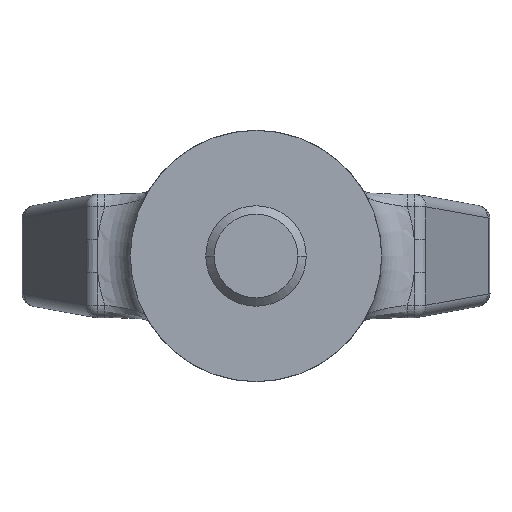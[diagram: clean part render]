
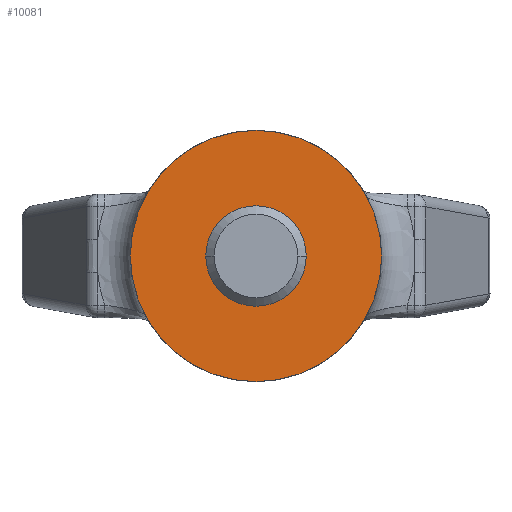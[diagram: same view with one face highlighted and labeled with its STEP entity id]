
A CAD part, front view. The second image highlights one B-rep face of the part: STEP entity #10081.
In plain terms, the highlighted planar face has unit normal (0, -1, 0).
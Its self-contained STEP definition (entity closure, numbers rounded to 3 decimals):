
#899=CARTESIAN_POINT('',(0.,-26.,0.));
#900=DIRECTION('',(0.,-1.,0.));
#901=DIRECTION('',(-1.,0.,0.));
#902=AXIS2_PLACEMENT_3D('',#899,#900,#901);
#904=CARTESIAN_POINT('',(0.,-26.,0.));
#905=DIRECTION('',(0.,1.,0.));
#906=DIRECTION('',(-1.,0.,0.));
#907=AXIS2_PLACEMENT_3D('',#904,#905,#906);
#6527=CARTESIAN_POINT('',(-15.,-26.,0.));
#6528=CARTESIAN_POINT('',(15.,-26.,0.));
#6529=VERTEX_POINT('',#6527);
#6530=VERTEX_POINT('',#6528);
#10072=CARTESIAN_POINT('',(0.,-26.,0.));
#10073=DIRECTION('',(0.,1.,0.));
#10074=DIRECTION('',(1.,0.,0.));
#10075=AXIS2_PLACEMENT_3D('',#10072,#10073,#10074);
#10076=PLANE('',#10075);
#10077=ORIENTED_EDGE('',*,*,#9729,.F.);
#10078=ORIENTED_EDGE('',*,*,#8534,.T.);
#10079=EDGE_LOOP('',(#10077,#10078));
#10080=FACE_OUTER_BOUND('',#10079,.F.);
#10081=ADVANCED_FACE('',(#10080),#10076,.F.);
#903=CIRCLE('',#902,15.);
#908=CIRCLE('',#907,15.);
#8534=EDGE_CURVE('',#6529,#6530,#908,.T.);
#9729=EDGE_CURVE('',#6529,#6530,#903,.T.);
